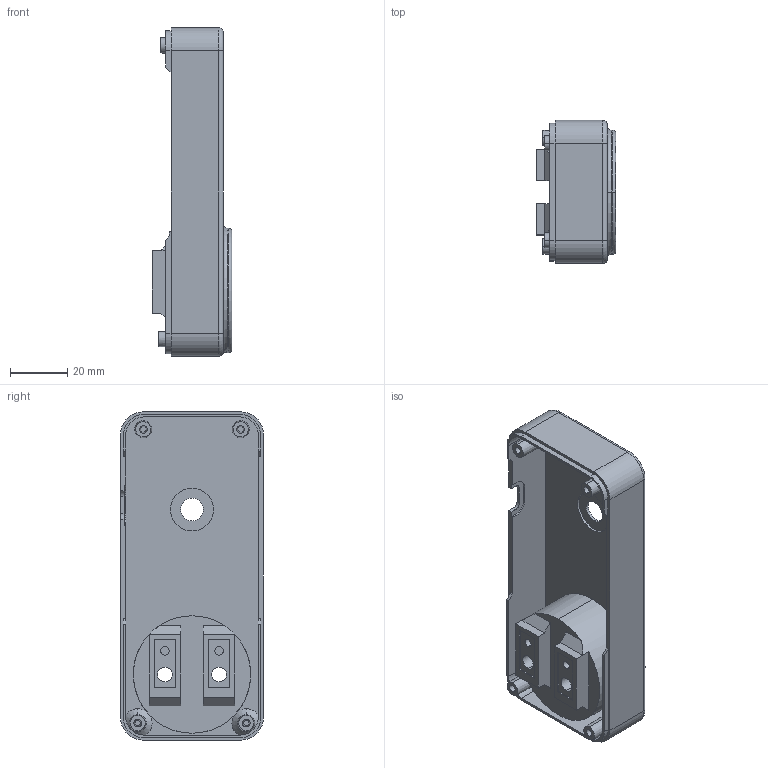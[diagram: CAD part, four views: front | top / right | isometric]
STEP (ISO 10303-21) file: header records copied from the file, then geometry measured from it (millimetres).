
FILE_DESCRIPTION (( 'STEP AP203' ), '1' );
FILE_NAME ('SMG Smart Plug Case V1.1.STEP', '2023-03-29T02:49:05', ( '' ), ( '' ), 'SwSTEP 2.0', 'SolidWorks 2019', '' );
FILE_SCHEMA (( 'CONFIG_CONTROL_DESIGN' ));
Length unit declared in the file: millimetre
Products named in the file (1): SMG Smart Plug Case V1.1
Bounding box: 27.8 x 50 x 115 mm (x, y, z)
Volume: 31128.2 mm3; surface area: 30441.7 mm2
Topology: 1 solids, 1 shells, 277 faces, 726 edges, 477 vertices
Faces by surface type: plane 167, bspline 43, cylinder 39, cone 20, torus 8
Entity records: 10370 total; most frequent: CARTESIAN_POINT 3640, ORIENTED_EDGE 1452, DIRECTION 1239, EDGE_CURVE 726, VECTOR 487, LINE 487, VERTEX_POINT 477, AXIS2_PLACEMENT_3D 376
